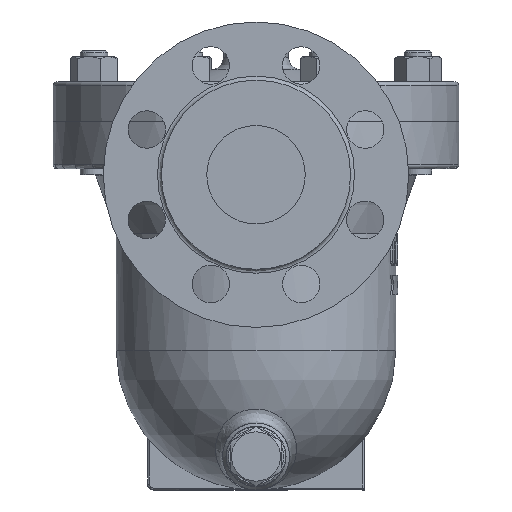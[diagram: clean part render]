
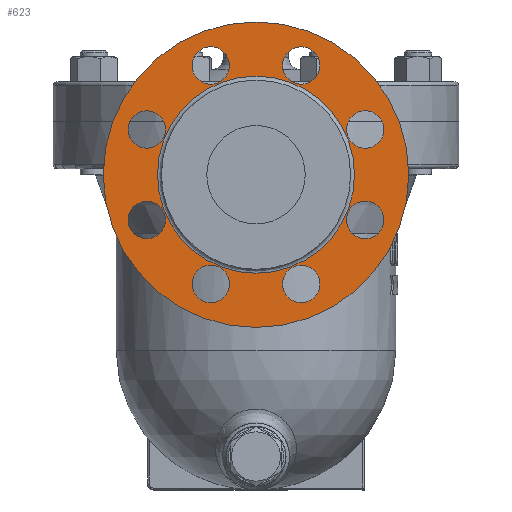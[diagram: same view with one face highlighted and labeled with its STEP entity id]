
A CAD part, left-side view. The second image highlights one B-rep face of the part: STEP entity #623.
In plain terms, the highlighted free-form (B-spline) face has degree [1, 1] with [2, 2] control points.
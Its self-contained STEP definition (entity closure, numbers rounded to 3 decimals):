
#324=CARTESIAN_POINT('',(-186.,0.0,74.5));
#325=VERTEX_POINT('',#324);
#326=CARTESIAN_POINT('',(-186.,0.0,-3.));
#327=DIRECTION('',(-1.0,0.0,0.0));
#328=DIRECTION('',(0.0,0.0,1.0));
#329=AXIS2_PLACEMENT_3D('',#326,#327,#328);
#330=CIRCLE('',#329,77.5);
#331=EDGE_CURVE('',#325,#325,#330,.T.);
#501=CARTESIAN_POINT('',(-186.,0.0,47.));
#502=VERTEX_POINT('',#501);
#503=CARTESIAN_POINT('',(-186.,0.0,-3.));
#504=DIRECTION('',(-1.0,0.0,0.0));
#505=DIRECTION('',(0.0,0.0,-1.0));
#506=AXIS2_PLACEMENT_3D('',#503,#504,#505);
#507=CIRCLE('',#506,50.);
#508=EDGE_CURVE('',#502,#502,#507,.T.);
#524=CARTESIAN_POINT('',(-186.,77.5,74.5));
#525=CARTESIAN_POINT('',(-186.,77.5,-80.5));
#526=CARTESIAN_POINT('',(-186.,-77.5,74.5));
#527=CARTESIAN_POINT('',(-186.,-77.5,-80.5));
#528=B_SPLINE_SURFACE_WITH_KNOTS('',1,1,((#524,#526),(#525,#527)),.UNSPECIFIED.,.F.,.F.,.U.,(2,2),(2,2),(0.0,155.),(0.0,155.),.UNSPECIFIED.);
#529=ORIENTED_EDGE('',*,*,#331,.T.);
#530=EDGE_LOOP('',(#529));
#531=FACE_OUTER_BOUND('',#530,.T.);
#532=CARTESIAN_POINT('',(-186.,22.961,42.933));
#533=VERTEX_POINT('',#532);
#534=CARTESIAN_POINT('',(-186.,22.961,52.433));
#535=DIRECTION('',(1.0,0.0,0.0));
#536=DIRECTION('',(0.0,0.0,-1.0));
#537=AXIS2_PLACEMENT_3D('',#534,#535,#536);
#538=CIRCLE('',#537,9.5);
#539=EDGE_CURVE('',#533,#533,#538,.T.);
#540=ORIENTED_EDGE('',*,*,#539,.T.);
#541=EDGE_LOOP('',(#540));
#542=FACE_BOUND('',#541,.T.);
#543=CARTESIAN_POINT('',(-186.,48.715,13.243));
#544=VERTEX_POINT('',#543);
#545=CARTESIAN_POINT('',(-186.,55.433,19.961));
#546=DIRECTION('',(1.,0.,0.));
#547=DIRECTION('',(0.,-0.707,-0.707));
#548=AXIS2_PLACEMENT_3D('',#545,#546,#547);
#549=CIRCLE('',#548,9.5);
#550=EDGE_CURVE('',#544,#544,#549,.T.);
#551=ORIENTED_EDGE('',*,*,#550,.T.);
#552=EDGE_LOOP('',(#551));
#553=FACE_BOUND('',#552,.T.);
#554=CARTESIAN_POINT('',(-186.,45.933,-25.961));
#555=VERTEX_POINT('',#554);
#556=CARTESIAN_POINT('',(-186.,55.433,-25.961));
#557=DIRECTION('',(1.0,0.0,0.0));
#558=DIRECTION('',(0.0,-1.0,0.0));
#559=AXIS2_PLACEMENT_3D('',#556,#557,#558);
#560=CIRCLE('',#559,9.5);
#561=EDGE_CURVE('',#555,#555,#560,.T.);
#562=ORIENTED_EDGE('',*,*,#561,.T.);
#563=EDGE_LOOP('',(#562));
#564=FACE_BOUND('',#563,.T.);
#565=CARTESIAN_POINT('',(-186.,16.243,-51.715));
#566=VERTEX_POINT('',#565);
#567=CARTESIAN_POINT('',(-186.,22.961,-58.433));
#568=DIRECTION('',(1.,0.,0.));
#569=DIRECTION('',(0.,-0.707,0.707));
#570=AXIS2_PLACEMENT_3D('',#567,#568,#569);
#571=CIRCLE('',#570,9.5);
#572=EDGE_CURVE('',#566,#566,#571,.T.);
#573=ORIENTED_EDGE('',*,*,#572,.T.);
#574=EDGE_LOOP('',(#573));
#575=FACE_BOUND('',#574,.T.);
#576=CARTESIAN_POINT('',(-186.,-22.961,-48.933));
#577=VERTEX_POINT('',#576);
#578=CARTESIAN_POINT('',(-186.,-22.961,-58.433));
#579=DIRECTION('',(1.0,0.0,0.0));
#580=DIRECTION('',(0.0,0.0,1.0));
#581=AXIS2_PLACEMENT_3D('',#578,#579,#580);
#582=CIRCLE('',#581,9.5);
#583=EDGE_CURVE('',#577,#577,#582,.T.);
#584=ORIENTED_EDGE('',*,*,#583,.T.);
#585=EDGE_LOOP('',(#584));
#586=FACE_BOUND('',#585,.T.);
#587=CARTESIAN_POINT('',(-186.,-48.715,-19.243));
#588=VERTEX_POINT('',#587);
#589=CARTESIAN_POINT('',(-186.,-55.433,-25.961));
#590=DIRECTION('',(1.0,0.,0.));
#591=DIRECTION('',(0.,0.707,0.707));
#592=AXIS2_PLACEMENT_3D('',#589,#590,#591);
#593=CIRCLE('',#592,9.5);
#594=EDGE_CURVE('',#588,#588,#593,.T.);
#595=ORIENTED_EDGE('',*,*,#594,.T.);
#596=EDGE_LOOP('',(#595));
#597=FACE_BOUND('',#596,.T.);
#598=CARTESIAN_POINT('',(-186.,-45.933,19.961));
#599=VERTEX_POINT('',#598);
#600=CARTESIAN_POINT('',(-186.,-55.433,19.961));
#601=DIRECTION('',(1.0,0.0,0.0));
#602=DIRECTION('',(0.0,1.0,0.0));
#603=AXIS2_PLACEMENT_3D('',#600,#601,#602);
#604=CIRCLE('',#603,9.5);
#605=EDGE_CURVE('',#599,#599,#604,.T.);
#606=ORIENTED_EDGE('',*,*,#605,.T.);
#607=EDGE_LOOP('',(#606));
#608=FACE_BOUND('',#607,.T.);
#609=CARTESIAN_POINT('',(-186.,-16.243,45.715));
#610=VERTEX_POINT('',#609);
#611=CARTESIAN_POINT('',(-186.,-22.961,52.433));
#612=DIRECTION('',(1.0,0.,0.));
#613=DIRECTION('',(0.,0.707,-0.707));
#614=AXIS2_PLACEMENT_3D('',#611,#612,#613);
#615=CIRCLE('',#614,9.5);
#616=EDGE_CURVE('',#610,#610,#615,.T.);
#617=ORIENTED_EDGE('',*,*,#616,.T.);
#618=EDGE_LOOP('',(#617));
#619=FACE_BOUND('',#618,.T.);
#620=ORIENTED_EDGE('',*,*,#508,.F.);
#621=EDGE_LOOP('',(#620));
#622=FACE_BOUND('',#621,.T.);
#623=ADVANCED_FACE('',(#531,#542,#553,#564,#575,#586,#597,#608,#619,#622),#528,.T.);
